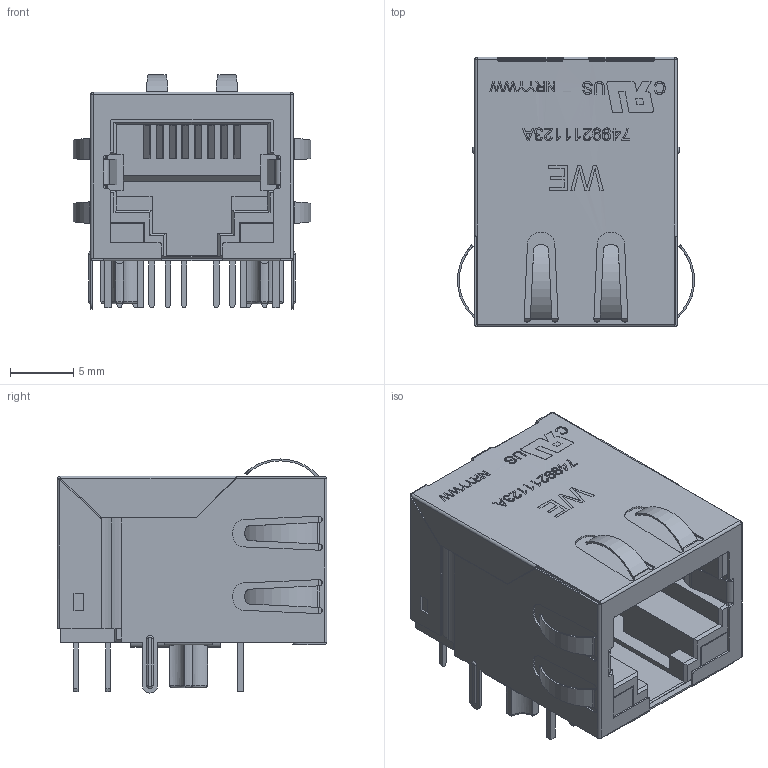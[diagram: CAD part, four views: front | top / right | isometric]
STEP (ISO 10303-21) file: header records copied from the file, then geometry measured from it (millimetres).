
FILE_DESCRIPTION(/* description */ ('Unknown'),/* implementation_level */ '2;1');
FILE_NAME(/* name */ 'T_Wurth_WE-RJ45LAN_7499211123A',/* time_stamp */ '2025-08-21T15:53:24+08:00',/* author */ ('Unknown'),/* organization */ ('Unknown'),/* preprocessor_version */ 'ST-DEVELOPER v19.4',/* originating_system */ 'Solid Edge',/* authorisation */ 'Unknown');
FILE_SCHEMA (('AUTOMOTIVE_DESIGN {1 0 10303 214 3 1 1}'));
Products named in the file (2): T_Wurth_WE-RJ45LAN_7499211123A
Assembly tree (1 placements, depth 2):
  T_Wurth_WE-RJ45LAN_7499211123A
    T_Wurth_WE-RJ45LAN_7499211123A
Bounding box: 18.7 x 21.25 x 18.45 mm (x, y, z)
Volume: 1823.4 mm3; surface area: 6979.3 mm2
Topology: 2 solids, 2 shells, 1777 faces, 5103 edges, 3304 vertices
Faces by surface type: plane 1366, cylinder 331, bspline 55, torus 24, sphere 1
Entity records: 71166 total; most frequent: CARTESIAN_POINT 12683, ORIENTED_EDGE 10202, DIRECTION 8698, EDGE_CURVE 5101, LINE 3982, VECTOR 3982, VERTEX_POINT 3304, AXIS2_PLACEMENT_3D 2358
